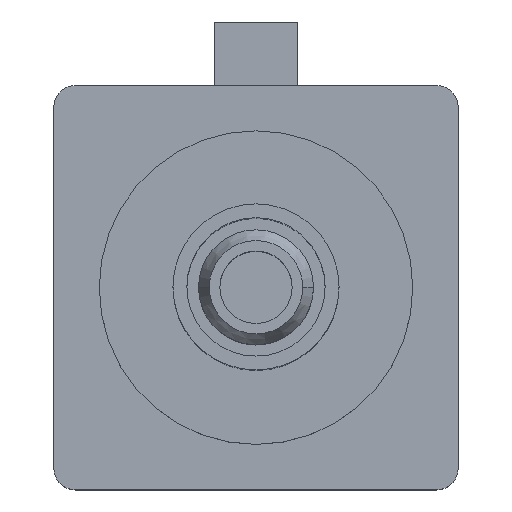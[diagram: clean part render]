
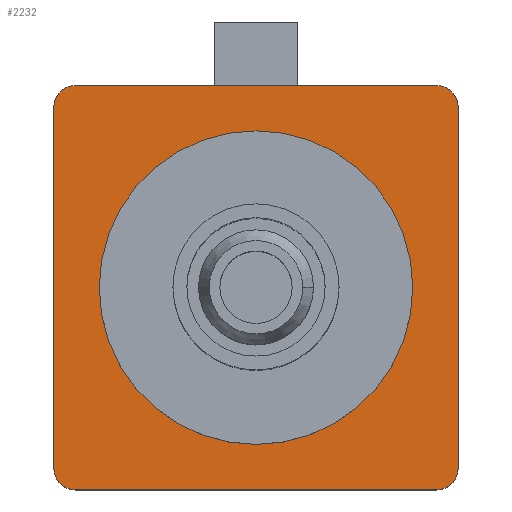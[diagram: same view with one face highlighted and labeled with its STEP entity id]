
A CAD part, top view. The second image highlights one B-rep face of the part: STEP entity #2232.
In plain terms, the highlighted planar face has unit normal (0, 0, 1).
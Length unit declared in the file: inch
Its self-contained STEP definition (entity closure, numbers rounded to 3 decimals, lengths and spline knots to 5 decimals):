
#20 = CARTESIAN_POINT ( 'NONE',  ( 0.18701, 0.16701, 0. ) ) ;
#47 = ORIENTED_EDGE ( 'NONE', *, *, #2041, .T. ) ;
#64 = CIRCLE ( 'NONE', #1583, 0.02 ) ;
#118 = EDGE_CURVE ( 'NONE', #1064, #755, #2384, .T. ) ;
#126 = DIRECTION ( 'NONE',  ( 0., 0., -1. ) ) ;
#134 = LINE ( 'NONE', #1017, #2207 ) ;
#186 = CARTESIAN_POINT ( 'NONE',  ( 0.18701, -0.16701, 0. ) ) ;
#191 = CARTESIAN_POINT ( 'NONE',  ( 0., 0., 0. ) ) ;
#223 = VERTEX_POINT ( 'NONE', #2048 ) ;
#248 = VERTEX_POINT ( 'NONE', #346 ) ;
#283 = CARTESIAN_POINT ( 'NONE',  ( -0.18701, 0.16701, 0. ) ) ;
#326 = DIRECTION ( 'NONE',  ( -1., 0., 0. ) ) ;
#346 = CARTESIAN_POINT ( 'NONE',  ( -0.145, 0., 0. ) ) ;
#417 = ORIENTED_EDGE ( 'NONE', *, *, #2251, .T. ) ;
#434 = EDGE_LOOP ( 'NONE', ( #1927, #2478 ) ) ;
#476 = DIRECTION ( 'NONE',  ( 0., 0., 1. ) ) ;
#491 = CIRCLE ( 'NONE', #2294, 0.02 ) ;
#573 = CIRCLE ( 'NONE', #2435, 0.145 ) ;
#579 = AXIS2_PLACEMENT_3D ( 'NONE', #2276, #1861, #2723 ) ;
#582 = VERTEX_POINT ( 'NONE', #1435 ) ;
#591 = CARTESIAN_POINT ( 'NONE',  ( 0., 0., 0. ) ) ;
#606 = LINE ( 'NONE', #2129, #2617 ) ;
#652 = CARTESIAN_POINT ( 'NONE',  ( 0., 0., 0. ) ) ;
#672 = DIRECTION ( 'NONE',  ( 1., 0., 0. ) ) ;
#755 = VERTEX_POINT ( 'NONE', #186 ) ;
#824 = CARTESIAN_POINT ( 'NONE',  ( 0.145, 0., 0. ) ) ;
#910 = LINE ( 'NONE', #2170, #1763 ) ;
#992 = CARTESIAN_POINT ( 'NONE',  ( -0.18701, -0.18701, 0. ) ) ;
#1005 = FACE_BOUND ( 'NONE', #434, .T. ) ;
#1017 = CARTESIAN_POINT ( 'NONE',  ( -0.18701, 0.18701, 0. ) ) ;
#1064 = VERTEX_POINT ( 'NONE', #2097 ) ;
#1082 = DIRECTION ( 'NONE',  ( -1., 0., 0. ) ) ;
#1112 = CIRCLE ( 'NONE', #2212, 0.145 ) ;
#1122 = VERTEX_POINT ( 'NONE', #824 ) ;
#1142 = ORIENTED_EDGE ( 'NONE', *, *, #1439, .T. ) ;
#1148 = AXIS2_PLACEMENT_3D ( 'NONE', #591, #126, #326 ) ;
#1216 = ORIENTED_EDGE ( 'NONE', *, *, #1895, .T. ) ;
#1304 = EDGE_CURVE ( 'NONE', #1748, #1809, #491, .T. ) ;
#1329 = DIRECTION ( 'NONE',  ( 0., 0., 1. ) ) ;
#1375 = VERTEX_POINT ( 'NONE', #2487 ) ;
#1410 = LINE ( 'NONE', #992, #1901 ) ;
#1429 = ORIENTED_EDGE ( 'NONE', *, *, #1593, .T. ) ;
#1433 = DIRECTION ( 'NONE',  ( 0., 1., 0. ) ) ;
#1435 = CARTESIAN_POINT ( 'NONE',  ( -0.18701, -0.16701, 0. ) ) ;
#1439 = EDGE_CURVE ( 'NONE', #755, #2508, #606, .T. ) ;
#1475 = DIRECTION ( 'NONE',  ( -1., 0., 0. ) ) ;
#1492 = EDGE_CURVE ( 'NONE', #248, #1122, #573, .T. ) ;
#1583 = AXIS2_PLACEMENT_3D ( 'NONE', #2392, #1329, #2619 ) ;
#1593 = EDGE_CURVE ( 'NONE', #223, #1064, #910, .T. ) ;
#1734 = FACE_OUTER_BOUND ( 'NONE', #2495, .T. ) ;
#1748 = VERTEX_POINT ( 'NONE', #2135 ) ;
#1763 = VECTOR ( 'NONE', #672, 39.37008 ) ;
#1791 = DIRECTION ( 'NONE',  ( 0., 0., 1. ) ) ;
#1809 = VERTEX_POINT ( 'NONE', #283 ) ;
#1838 = DIRECTION ( 'NONE',  ( -1., 0., 0. ) ) ;
#1861 = DIRECTION ( 'NONE',  ( 0., 0., 1. ) ) ;
#1895 = EDGE_CURVE ( 'NONE', #2508, #1375, #64, .T. ) ;
#1901 = VECTOR ( 'NONE', #2283, 39.37008 ) ;
#1927 = ORIENTED_EDGE ( 'NONE', *, *, #1492, .F. ) ;
#1983 = EDGE_CURVE ( 'NONE', #1375, #1748, #134, .T. ) ;
#1985 = ORIENTED_EDGE ( 'NONE', *, *, #1983, .T. ) ;
#2023 = CARTESIAN_POINT ( 'NONE',  ( -0.16701, 0.16701, 0. ) ) ;
#2041 = EDGE_CURVE ( 'NONE', #1809, #582, #1410, .T. ) ;
#2048 = CARTESIAN_POINT ( 'NONE',  ( -0.16701, -0.18701, 0. ) ) ;
#2097 = CARTESIAN_POINT ( 'NONE',  ( 0.16701, -0.18701, 0. ) ) ;
#2129 = CARTESIAN_POINT ( 'NONE',  ( 0.18701, -0.18701, 0. ) ) ;
#2135 = CARTESIAN_POINT ( 'NONE',  ( -0.16701, 0.18701, 0. ) ) ;
#2137 = DIRECTION ( 'NONE',  ( -1., 0., 0. ) ) ;
#2152 = AXIS2_PLACEMENT_3D ( 'NONE', #2589, #476, #1082 ) ;
#2170 = CARTESIAN_POINT ( 'NONE',  ( -0.18701, -0.18701, 0. ) ) ;
#2207 = VECTOR ( 'NONE', #1838, 39.37008 ) ;
#2212 = AXIS2_PLACEMENT_3D ( 'NONE', #652, #2694, #2137 ) ;
#2232 = ADVANCED_FACE ( 'NONE', ( #1734, #1005 ), #2707, .F. ) ;
#2251 = EDGE_CURVE ( 'NONE', #582, #223, #2354, .T. ) ;
#2276 = CARTESIAN_POINT ( 'NONE',  ( -0.16701, -0.16701, 0. ) ) ;
#2283 = DIRECTION ( 'NONE',  ( 0., -1., 0. ) ) ;
#2294 = AXIS2_PLACEMENT_3D ( 'NONE', #2023, #1791, #2456 ) ;
#2354 = CIRCLE ( 'NONE', #579, 0.02 ) ;
#2384 = CIRCLE ( 'NONE', #2152, 0.02 ) ;
#2392 = CARTESIAN_POINT ( 'NONE',  ( 0.16701, 0.16701, 0. ) ) ;
#2435 = AXIS2_PLACEMENT_3D ( 'NONE', #191, #2546, #1475 ) ;
#2456 = DIRECTION ( 'NONE',  ( -1., 0., 0. ) ) ;
#2478 = ORIENTED_EDGE ( 'NONE', *, *, #2486, .F. ) ;
#2486 = EDGE_CURVE ( 'NONE', #1122, #248, #1112, .T. ) ;
#2487 = CARTESIAN_POINT ( 'NONE',  ( 0.16701, 0.18701, 0. ) ) ;
#2495 = EDGE_LOOP ( 'NONE', ( #1142, #1216, #1985, #2582, #47, #417, #1429, #2704 ) ) ;
#2508 = VERTEX_POINT ( 'NONE', #20 ) ;
#2546 = DIRECTION ( 'NONE',  ( 0., 0., 1. ) ) ;
#2582 = ORIENTED_EDGE ( 'NONE', *, *, #1304, .T. ) ;
#2589 = CARTESIAN_POINT ( 'NONE',  ( 0.16701, -0.16701, 0. ) ) ;
#2617 = VECTOR ( 'NONE', #1433, 39.37008 ) ;
#2619 = DIRECTION ( 'NONE',  ( -1., 0., 0. ) ) ;
#2694 = DIRECTION ( 'NONE',  ( 0., 0., 1. ) ) ;
#2704 = ORIENTED_EDGE ( 'NONE', *, *, #118, .T. ) ;
#2707 = PLANE ( 'NONE',  #1148 ) ;
#2723 = DIRECTION ( 'NONE',  ( -1., 0., 0. ) ) ;
